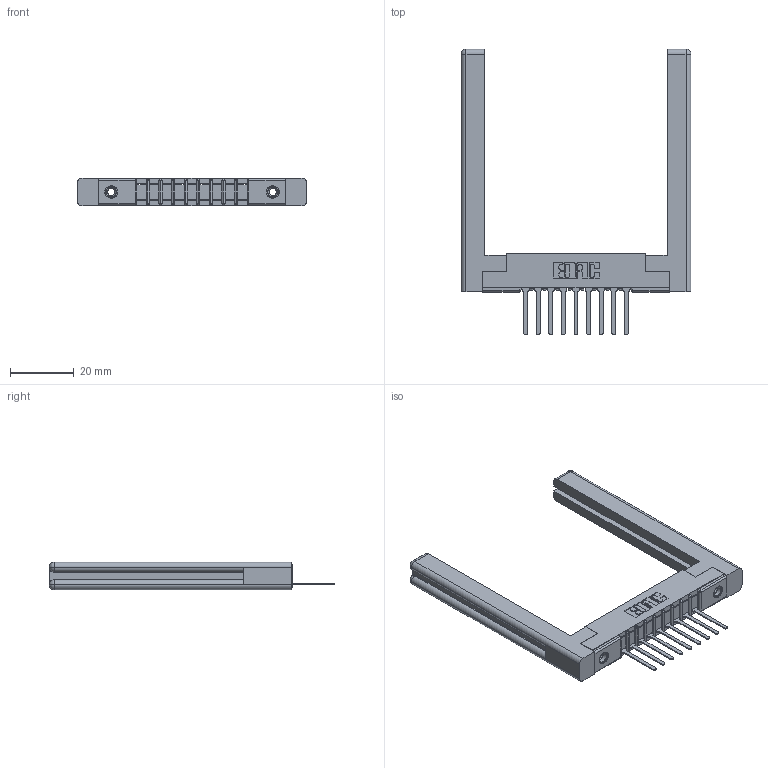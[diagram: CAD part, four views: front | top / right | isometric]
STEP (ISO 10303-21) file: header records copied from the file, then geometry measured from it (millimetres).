
FILE_DESCRIPTION (( 'STEP AP203' ), '1' );
FILE_NAME ('357-009-547-158.STEP', '2019-09-13T18:58:03', ( '' ), ( '' ), 'SwSTEP 2.0', 'SolidWorks 2016', '' );
FILE_SCHEMA (( 'CONFIG_CONTROL_DESIGN' ));
Length unit declared in the file: inch
Products named in the file (5): 307 Part_.156 Dia Mounting Holes; 307-220-058; 357-009-547-158; 307-290-001_547; 345-250-001_345-250-001-102
Assembly tree (14 placements, depth 2):
  357-009-547-158
    307 Part_.156 Dia Mounting Holes
    307-290-001_547  x9
    307-220-058  x2
    345-250-001_345-250-001-102  x2
Bounding box: 72.29 x 89.74 x 8.71 mm (x, y, z)
Volume: 12334.8 mm3; surface area: 12127.3 mm2
Topology: 14 solids, 14 shells, 774 faces, 2135 edges, 1370 vertices
Faces by surface type: plane 487, cylinder 243, sphere 20, torus 12, cone 12
Entity records: 14385 total; most frequent: CARTESIAN_POINT 2419, ORIENTED_EDGE 2344, DIRECTION 2332, EDGE_CURVE 1172, LINE 882, VECTOR 882, VERTEX_POINT 758, AXIS2_PLACEMENT_3D 725
